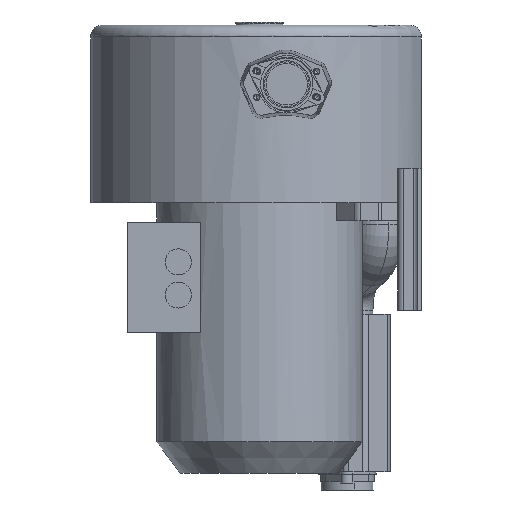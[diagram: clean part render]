
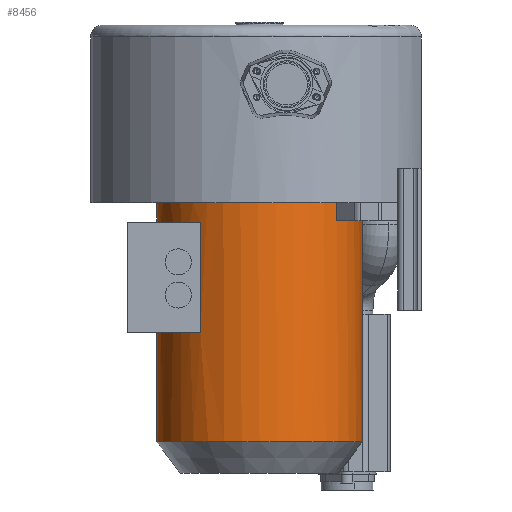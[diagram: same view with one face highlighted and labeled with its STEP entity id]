
A CAD part, left-side view. The second image highlights one B-rep face of the part: STEP entity #8456.
In plain terms, the highlighted cylindrical face has radius 130.2 mm (diameter 260.4 mm), a partial arc.
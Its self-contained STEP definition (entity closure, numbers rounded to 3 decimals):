
#1132=CARTESIAN_POINT('',(0.,0.,0.));
#1133=DIRECTION('',(1.,0.,0.));
#1134=DIRECTION('',(0.,-0.751,-0.66));
#1135=AXIS2_PLACEMENT_3D('',#1132,#1133,#1134);
#1189=CARTESIAN_POINT('',(0.,0.,0.));
#1190=DIRECTION('',(1.,0.,0.));
#1191=DIRECTION('',(0.,-1.,0.));
#1192=AXIS2_PLACEMENT_3D('',#1189,#1190,#1191);
#1896=DIRECTION('',(-1.,0.,0.));
#1897=VECTOR('',#1896,138.5);
#1898=CARTESIAN_POINT('',(303.,130.2,
0.));
#1899=LINE('',#1898,#1897);
#1900=DIRECTION('',(-1.,0.,0.));
#1901=VECTOR('',#1900,140.);
#1902=CARTESIAN_POINT('',(164.5,75.,-106.429));
#1903=LINE('',#1902,#1901);
#1904=DIRECTION('',(-1.,0.,0.));
#1905=VECTOR('',#1904,24.5);
#1906=CARTESIAN_POINT('',(24.5,130.2,0.));
#1907=LINE('',#1906,#1905);
#1908=DIRECTION('',(1.,0.,0.));
#1909=VECTOR('',#1908,23.);
#1910=CARTESIAN_POINT('',(0.,-97.773,-85.98));
#1911=LINE('',#1910,#1909);
#1912=DIRECTION('',(-1.,0.,0.));
#1913=VECTOR('',#1912,23.);
#1914=CARTESIAN_POINT('',(23.,-129.834,-9.762));
#1915=LINE('',#1914,#1913);
#1916=CARTESIAN_POINT('',(303.,0.,
0.));
#1917=DIRECTION('',(-1.,0.,0.));
#1918=DIRECTION('',(0.,1.,0.));
#1919=AXIS2_PLACEMENT_3D('',#1916,#1917,#1918);
#1921=CARTESIAN_POINT('',(303.,0.,
0.));
#1922=DIRECTION('',(-1.,0.,0.));
#1923=DIRECTION('',(0.,0.,-1.));
#1924=AXIS2_PLACEMENT_3D('',#1921,#1922,#1923);
#1964=DIRECTION('',(-1.,0.,0.));
#1965=VECTOR('',#1964,303.);
#1966=CARTESIAN_POINT('',(303.,-130.2,
0.));
#1967=LINE('',#1966,#1965);
#2575=CARTESIAN_POINT('',(24.5,0.,0.));
#2576=DIRECTION('',(-1.,0.,0.));
#2577=DIRECTION('',(0.,1.,0.));
#2578=AXIS2_PLACEMENT_3D('',#2575,#2576,#2577);
#2621=CARTESIAN_POINT('',(24.5,0.,0.));
#2622=DIRECTION('',(-1.,0.,0.));
#2623=DIRECTION('',(0.,0.843,-0.538));
#2624=AXIS2_PLACEMENT_3D('',#2621,#2622,#2623);
#2634=CARTESIAN_POINT('',(164.5,0.,0.));
#2635=DIRECTION('',(1.,0.,0.));
#2636=DIRECTION('',(0.,0.576,-0.817));
#2637=AXIS2_PLACEMENT_3D('',#2634,#2635,#2636);
#2643=CARTESIAN_POINT('',(164.5,0.,0.));
#2644=DIRECTION('',(1.,0.,0.));
#2645=DIRECTION('',(0.,0.843,-0.538));
#2646=AXIS2_PLACEMENT_3D('',#2643,#2644,#2645);
#2799=CARTESIAN_POINT('',(23.,0.,0.));
#2800=DIRECTION('',(1.,0.,0.));
#2801=DIRECTION('',(0.,-0.997,-0.075));
#2802=AXIS2_PLACEMENT_3D('',#2799,#2800,#2801);
#5267=CARTESIAN_POINT('',(0.,-97.773,-85.98));
#5269=VERTEX_POINT('',#5267);
#5270=CARTESIAN_POINT('',(0.,130.2,0.));
#5271=VERTEX_POINT('',#5270);
#5298=CARTESIAN_POINT('',(0.,-130.2,0.));
#5299=VERTEX_POINT('',#5298);
#5300=CARTESIAN_POINT('',(0.,-129.834,-9.762));
#5301=VERTEX_POINT('',#5300);
#5492=CARTESIAN_POINT('',(23.,-97.773,-85.98));
#5493=VERTEX_POINT('',#5492);
#5514=CARTESIAN_POINT('',(23.,-129.834,-9.762));
#5515=VERTEX_POINT('',#5514);
#5516=CARTESIAN_POINT('',(303.,0.,
-130.2));
#5517=CARTESIAN_POINT('',(303.,-130.2,0.));
#5518=VERTEX_POINT('',#5516);
#5519=VERTEX_POINT('',#5517);
#5520=CARTESIAN_POINT('',(303.,130.2,
0.));
#5521=VERTEX_POINT('',#5520);
#5522=CARTESIAN_POINT('',(164.5,130.2,0.));
#5523=VERTEX_POINT('',#5522);
#5524=CARTESIAN_POINT('',(164.5,109.782,-70.));
#5525=VERTEX_POINT('',#5524);
#5526=CARTESIAN_POINT('',(164.5,75.,-106.429));
#5527=VERTEX_POINT('',#5526);
#5528=CARTESIAN_POINT('',(24.5,75.,-106.429));
#5529=VERTEX_POINT('',#5528);
#5530=CARTESIAN_POINT('',(24.5,109.782,-70.));
#5531=VERTEX_POINT('',#5530);
#5532=CARTESIAN_POINT('',(24.5,130.2,0.));
#5533=VERTEX_POINT('',#5532);
#8423=CARTESIAN_POINT('',(0.,0.,0.));
#8424=DIRECTION('',(1.,0.,0.));
#8425=DIRECTION('',(0.,-1.,0.));
#8426=AXIS2_PLACEMENT_3D('',#8423,#8424,#8425);
#8427=CYLINDRICAL_SURFACE('',#8426,130.2);
#8429=ORIENTED_EDGE('',*,*,#8428,.F.);
#8431=ORIENTED_EDGE('',*,*,#8430,.F.);
#8433=ORIENTED_EDGE('',*,*,#8432,.T.);
#8435=ORIENTED_EDGE('',*,*,#8434,.F.);
#8437=ORIENTED_EDGE('',*,*,#8436,.F.);
#8439=ORIENTED_EDGE('',*,*,#8438,.T.);
#8441=ORIENTED_EDGE('',*,*,#8440,.F.);
#8443=ORIENTED_EDGE('',*,*,#8442,.F.);
#8445=ORIENTED_EDGE('',*,*,#8444,.T.);
#8446=ORIENTED_EDGE('',*,*,#7357,.F.);
#8447=ORIENTED_EDGE('',*,*,#8263,.T.);
#8449=ORIENTED_EDGE('',*,*,#8448,.F.);
#8450=ORIENTED_EDGE('',*,*,#8416,.T.);
#8451=ORIENTED_EDGE('',*,*,#7387,.F.);
#8453=ORIENTED_EDGE('',*,*,#8452,.F.);
#8454=EDGE_LOOP('',(#8429,#8431,#8433,#8435,#8437,#8439,#8441,#8443,#8445,#8446,
#8447,#8449,#8450,#8451,#8453));
#8455=FACE_OUTER_BOUND('',#8454,.F.);
#8456=ADVANCED_FACE('',(#8455),#8427,.T.);
#1136=CIRCLE('',#1135,130.2);
#1193=CIRCLE('',#1192,130.2);
#1920=CIRCLE('',#1919,130.2);
#1925=CIRCLE('',#1924,130.2);
#2579=CIRCLE('',#2578,130.2);
#2625=CIRCLE('',#2624,130.2);
#2638=CIRCLE('',#2637,130.2);
#2647=CIRCLE('',#2646,130.2);
#2803=CIRCLE('',#2802,130.2);
#7357=EDGE_CURVE('',#5269,#5271,#1136,.T.);
#7387=EDGE_CURVE('',#5299,#5301,#1193,.T.);
#8263=EDGE_CURVE('',#5269,#5493,#1911,.T.);
#8416=EDGE_CURVE('',#5515,#5301,#1915,.T.);
#8428=EDGE_CURVE('',#5518,#5519,#1925,.T.);
#8430=EDGE_CURVE('',#5521,#5518,#1920,.T.);
#8432=EDGE_CURVE('',#5521,#5523,#1899,.T.);
#8434=EDGE_CURVE('',#5525,#5523,#2647,.T.);
#8436=EDGE_CURVE('',#5527,#5525,#2638,.T.);
#8438=EDGE_CURVE('',#5527,#5529,#1903,.T.);
#8440=EDGE_CURVE('',#5531,#5529,#2625,.T.);
#8442=EDGE_CURVE('',#5533,#5531,#2579,.T.);
#8444=EDGE_CURVE('',#5533,#5271,#1907,.T.);
#8448=EDGE_CURVE('',#5515,#5493,#2803,.T.);
#8452=EDGE_CURVE('',#5519,#5299,#1967,.T.);
